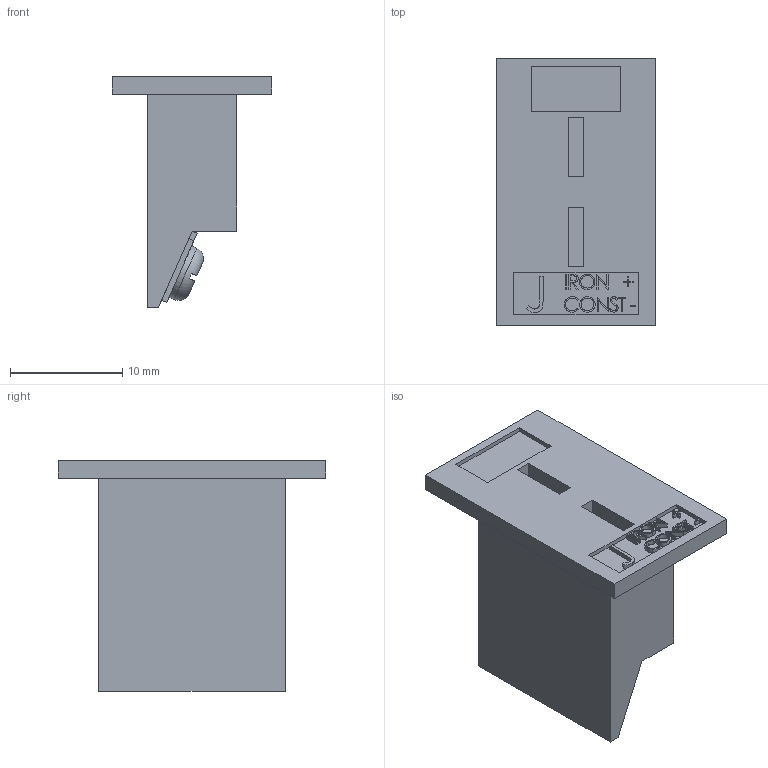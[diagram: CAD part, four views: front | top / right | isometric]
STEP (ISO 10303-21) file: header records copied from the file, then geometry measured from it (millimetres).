
FILE_DESCRIPTION (( 'STEP AP214' ), '1' );
FILE_NAME ('MPJ-J-F Thermocouple Connector, OMEGA.STEP', '2018-03-02T16:25:08', ( 'Olympus Controls' ), ( 'Olympus Controls' ), 'SwSTEP 2.0', 'SolidWorks 2017', '' );
FILE_SCHEMA (( 'AUTOMOTIVE_DESIGN' ));
Length unit declared in the file: millimetre
Products named in the file (1): MPJ-J-F Thermocouple Connector, OMEGA
Bounding box: 14.2 x 23.8 x 20.58 mm (x, y, z)
Volume: 2372.6 mm3; surface area: 1967.6 mm2
Topology: 1 solids, 1 shells, 241 faces, 631 edges, 418 vertices
Faces by surface type: plane 179, bspline 50, cylinder 8, torus 4
Entity records: 12895 total; most frequent: CARTESIAN_POINT 4745, ORIENTED_EDGE 1262, DIRECTION 939, EDGE_CURVE 631, LINE 475, VECTOR 475, VERTEX_POINT 418, EDGE_LOOP 267
